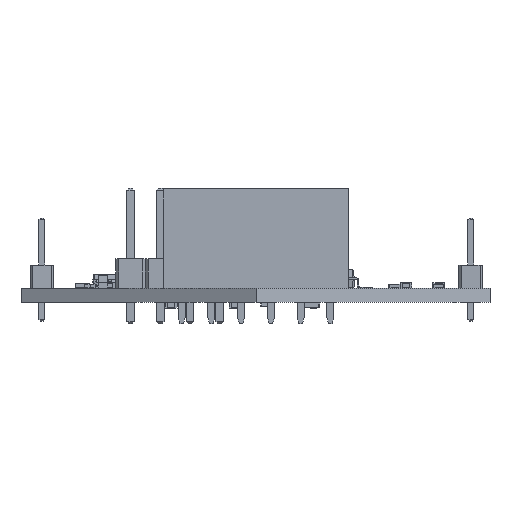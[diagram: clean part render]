
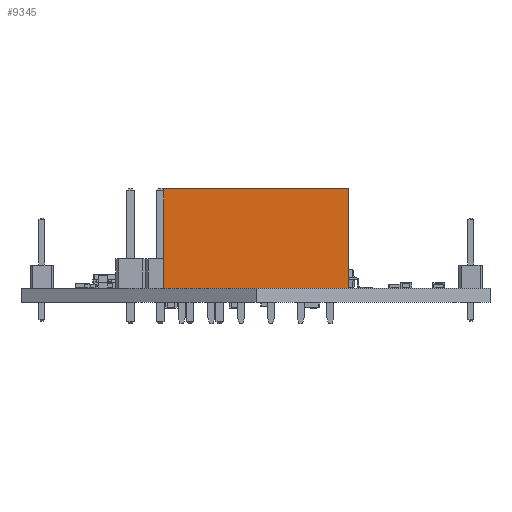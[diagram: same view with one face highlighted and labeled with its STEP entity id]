
A CAD part, front view. The second image highlights one B-rep face of the part: STEP entity #9345.
In plain terms, the highlighted face is planar.
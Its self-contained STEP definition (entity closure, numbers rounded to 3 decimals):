
#7122 = VERTEX_POINT('',#7123);
#7123 = CARTESIAN_POINT('',(-7.87,8.5,2.5));
#7129 = EDGE_CURVE('',#7122,#7130,#7132,.T.);
#7130 = VERTEX_POINT('',#7131);
#7131 = CARTESIAN_POINT('',(-7.87,0.,2.5));
#7132 = LINE('',#7133,#7134);
#7133 = CARTESIAN_POINT('',(-7.87,8.5,2.5));
#7134 = VECTOR('',#7135,1.);
#7135 = DIRECTION('',(0.,-1.,0.));
#9268 = VERTEX_POINT('',#9269);
#9269 = CARTESIAN_POINT('',(7.87,0.,2.5));
#9275 = EDGE_CURVE('',#9276,#9268,#9278,.T.);
#9276 = VERTEX_POINT('',#9277);
#9277 = CARTESIAN_POINT('',(7.87,8.5,2.5));
#9278 = LINE('',#9279,#9280);
#9279 = CARTESIAN_POINT('',(7.87,8.5,2.5));
#9280 = VECTOR('',#9281,1.);
#9281 = DIRECTION('',(0.,-1.,0.));
#9317 = EDGE_CURVE('',#7130,#9268,#9318,.T.);
#9318 = LINE('',#9319,#9320);
#9319 = CARTESIAN_POINT('',(-7.87,0.,2.5));
#9320 = VECTOR('',#9321,1.);
#9321 = DIRECTION('',(1.,0.,0.));
#9345 = ADVANCED_FACE('',(#9346),#9357,.T.);
#9346 = FACE_BOUND('',#9347,.F.);
#9347 = EDGE_LOOP('',(#9348,#9349,#9355,#9356));
#9348 = ORIENTED_EDGE('',*,*,#7129,.F.);
#9349 = ORIENTED_EDGE('',*,*,#9350,.T.);
#9350 = EDGE_CURVE('',#7122,#9276,#9351,.T.);
#9351 = LINE('',#9352,#9353);
#9352 = CARTESIAN_POINT('',(-7.87,8.5,2.5));
#9353 = VECTOR('',#9354,1.);
#9354 = DIRECTION('',(1.,0.,0.));
#9355 = ORIENTED_EDGE('',*,*,#9275,.T.);
#9356 = ORIENTED_EDGE('',*,*,#9317,.F.);
#9357 = PLANE('',#9358);
#9358 = AXIS2_PLACEMENT_3D('',#9359,#9360,#9361);
#9359 = CARTESIAN_POINT('',(-7.87,8.5,2.5));
#9360 = DIRECTION('',(0.,0.,1.));
#9361 = DIRECTION('',(0.,-1.,0.));
